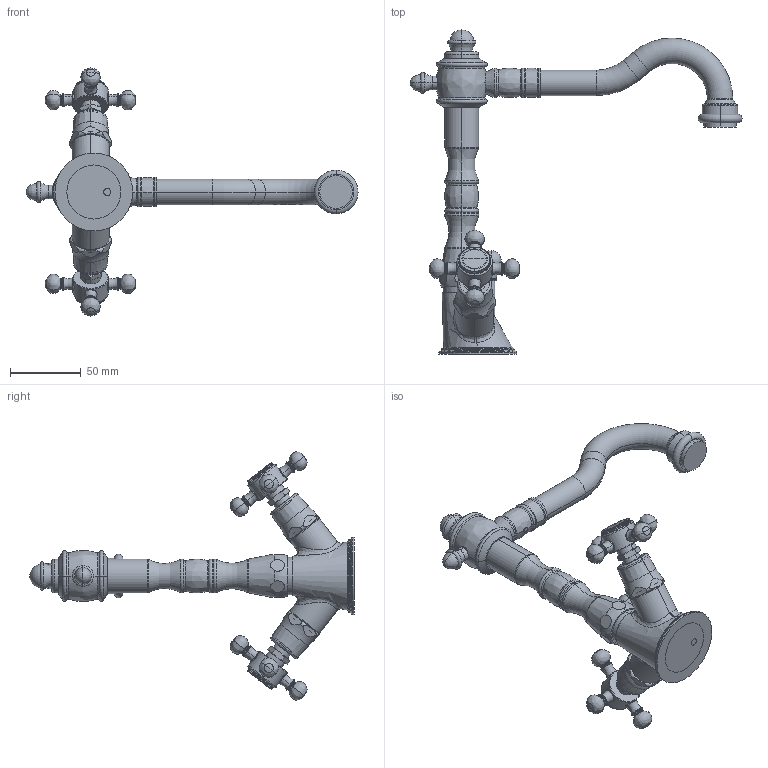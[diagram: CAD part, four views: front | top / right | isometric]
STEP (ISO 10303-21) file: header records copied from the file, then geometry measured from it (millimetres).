
FILE_DESCRIPTION((''),'2;1');
FILE_NAME('FBLV075CR','2021-11-11T08:57:03',('ut3'),('PAFFONI SpA'),'CREO PARAMETRIC BY PTC INC, 2020044','CREO PARAMETRIC BY PTC INC, 2020044','');
FILE_SCHEMA(('CONFIG_CONTROL_DESIGN','SHAPE_APPEARANCE_LAYERS_GROUPS'));
Products named in the file (1): FBLV075CR
Bounding box: 234.73 x 229.4 x 175.44 mm (x, y, z)
Volume: 245958.2 mm3; surface area: 74358.4 mm2
Topology: 4 solids, 4 shells, 1347 faces, 3476 edges, 2165 vertices
Faces by surface type: plane 577, cylinder 400, torus 164, cone 138, bspline 42, sphere 24, revolution 2
Entity records: 60398 total; most frequent: CARTESIAN_POINT 17522, ORIENTED_EDGE 6884, DIRECTION 6688, EDGE_CURVE 3442, AXIS2_PLACEMENT_3D 2626, VERTEX_POINT 2165, FILL_AREA_STYLE_COLOUR 1586, FILL_AREA_STYLE 1586
